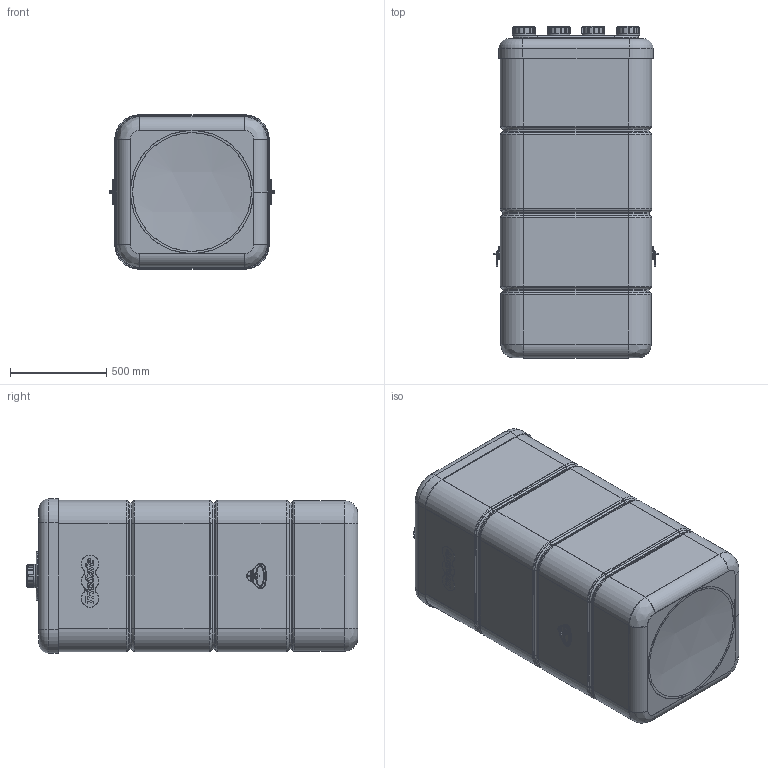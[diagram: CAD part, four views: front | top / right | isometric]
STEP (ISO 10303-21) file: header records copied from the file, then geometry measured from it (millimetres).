
FILE_DESCRIPTION(/* description */ (''),/* implementation_level */ '2;1');
FILE_NAME(/* name */ 'Triosafe 750.stp',/* time_stamp */ '2017-03-07T12:48:10+01:00',/* author */ ('sk'),/* organization */ (''),/* preprocessor_version */ 'ST-DEVELOPER v16.5',/* originating_system */ 'Autodesk Inventor 2017',/* authorisation */ '');
FILE_SCHEMA (('AUTOMOTIVE_DESIGN { 1 0 10303 214 3 1 1 }'));
Length unit declared in the file: millimetre
Products named in the file (10): Triosafe 750; TrioSafe Plus 750; Deckel Triosafe 750; Verschlusskappe; Griff beweglich; Griffteil b; Griffteil a; Überwurfmutter mit roter Kappe; Überwurfmutter; Rote Kappe
Assembly tree (13 placements, depth 3):
  Triosafe 750
    TrioSafe Plus 750
    Deckel Triosafe 750
    Überwurfmutter
    Verschlusskappe
    Griff beweglich  x2
      Griffteil b
      Griffteil a
    Überwurfmutter mit roter Kappe  x2
      Rote Kappe
      Überwurfmutter
    Rote Kappe
Bounding box: 851.33 x 1722 x 800 mm (x, y, z)
Volume: 32737880.1 mm3; surface area: 12448008.4 mm2
Topology: 17 solids, 17 shells, 2200 faces, 5310 edges, 3169 vertices
Faces by surface type: cylinder 589, plane 532, torus 509, bspline 352, cone 176, sphere 42
Full cylindrical faces by diameter (mm): 70 x4, 72 x3, 73 x9, 77 x3, 90 x4, 100 x4, 120 x4, 638 x1, 640 x1
Entity records: 48239 total; most frequent: CARTESIAN_POINT 16357, DIRECTION 6885, ORIENTED_EDGE 6576, EDGE_CURVE 3287, AXIS2_PLACEMENT_3D 2815, VERTEX_POINT 1962, CIRCLE 1541, EDGE_LOOP 1447
